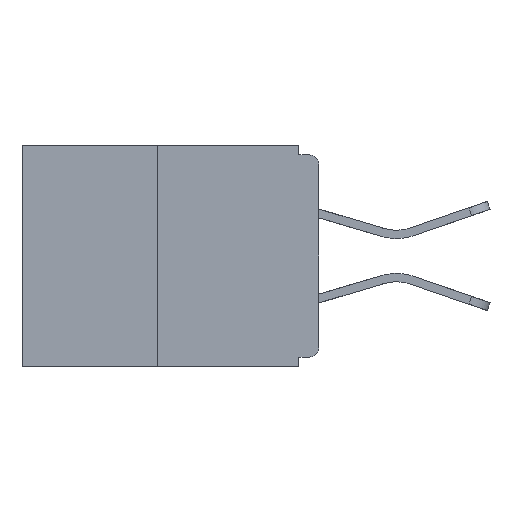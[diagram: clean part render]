
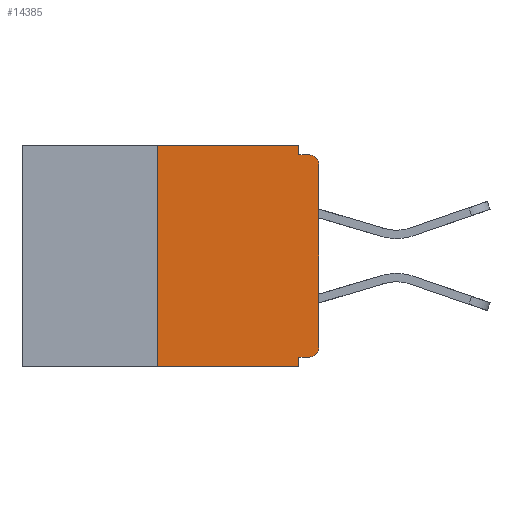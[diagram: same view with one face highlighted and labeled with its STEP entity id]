
A CAD part, left-side view. The second image highlights one B-rep face of the part: STEP entity #14385.
In plain terms, the highlighted planar face has unit normal (-1, 0, 0).
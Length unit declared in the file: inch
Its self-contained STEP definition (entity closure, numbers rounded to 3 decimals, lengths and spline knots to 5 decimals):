
#224 = CARTESIAN_POINT ( 'NONE',  ( 0., 0.46, 0. ) ) ;
#1499 = CARTESIAN_POINT ( 'NONE',  ( 0., 0.031, -0.343 ) ) ;
#1693 = AXIS2_PLACEMENT_3D ( 'NONE', #14820, #13344, #5832 ) ;
#1702 = CARTESIAN_POINT ( 'NONE',  ( 0., 0., -0.313 ) ) ;
#1758 = LINE ( 'NONE', #1499, #7120 ) ;
#2113 = LINE ( 'NONE', #6916, #16183 ) ;
#2281 = EDGE_CURVE ( 'NONE', #11679, #9317, #9234, .T. ) ;
#2335 = EDGE_CURVE ( 'NONE', #16241, #9502, #1758, .T. ) ;
#2348 = LINE ( 'NONE', #6520, #17844 ) ;
#2428 = VECTOR ( 'NONE', #11895, 39.37008 ) ;
#2594 = VECTOR ( 'NONE', #13033, 39.37008 ) ;
#2609 = CARTESIAN_POINT ( 'NONE',  ( 0., 0.031, -0.343 ) ) ;
#3066 = DIRECTION ( 'NONE',  ( 0., 0., -1. ) ) ;
#3090 = LINE ( 'NONE', #7709, #4989 ) ;
#3262 = VERTEX_POINT ( 'NONE', #1702 ) ;
#3953 = ORIENTED_EDGE ( 'NONE', *, *, #18973, .T. ) ;
#3988 = CIRCLE ( 'NONE', #1693, 0.015 ) ;
#4004 = VECTOR ( 'NONE', #16550, 39.37008 ) ;
#4716 = DIRECTION ( 'NONE',  ( 0., 0., -1. ) ) ;
#4879 = CARTESIAN_POINT ( 'NONE',  ( 0., 0.25, 0. ) ) ;
#4989 = VECTOR ( 'NONE', #16805, 39.37008 ) ;
#5195 = ORIENTED_EDGE ( 'NONE', *, *, #2281, .F. ) ;
#5832 = DIRECTION ( 'NONE',  ( 0., 0., -1. ) ) ;
#6183 = DIRECTION ( 'NONE',  ( 0., 0., -1. ) ) ;
#6304 = CARTESIAN_POINT ( 'NONE',  ( 0., 0.25, -0.343 ) ) ;
#6520 = CARTESIAN_POINT ( 'NONE',  ( 0., 0., 0. ) ) ;
#6592 = ORIENTED_EDGE ( 'NONE', *, *, #18313, .F. ) ;
#6620 = LINE ( 'NONE', #14497, #2594 ) ;
#6916 = CARTESIAN_POINT ( 'NONE',  ( 0., 0.031, 0. ) ) ;
#7120 = VECTOR ( 'NONE', #3066, 39.37008 ) ;
#7212 = ORIENTED_EDGE ( 'NONE', *, *, #18862, .T. ) ;
#7229 = EDGE_LOOP ( 'NONE', ( #12437, #10315, #11721, #15991, #6592, #3953, #7212, #16433, #5195, #12862 ) ) ;
#7709 = CARTESIAN_POINT ( 'NONE',  ( 0., 0.46, -0.343 ) ) ;
#7794 = DIRECTION ( 'NONE',  ( 0., 0., 1. ) ) ;
#7975 = LINE ( 'NONE', #11931, #4004 ) ;
#8233 = VERTEX_POINT ( 'NONE', #8586 ) ;
#8483 = CARTESIAN_POINT ( 'NONE',  ( 0., 0.015, -0.015 ) ) ;
#8586 = CARTESIAN_POINT ( 'NONE',  ( 0., 0.015, -0.328 ) ) ;
#8983 = CARTESIAN_POINT ( 'NONE',  ( 0., 0.031, -0.015 ) ) ;
#9148 = CARTESIAN_POINT ( 'NONE',  ( 0., 0.015, -0.313 ) ) ;
#9234 = LINE ( 'NONE', #17958, #2428 ) ;
#9317 = VERTEX_POINT ( 'NONE', #8483 ) ;
#9502 = VERTEX_POINT ( 'NONE', #2609 ) ;
#9718 = VERTEX_POINT ( 'NONE', #13824 ) ;
#9725 = VERTEX_POINT ( 'NONE', #6304 ) ;
#9904 = DIRECTION ( 'NONE',  ( 0., 0., -1. ) ) ;
#10315 = ORIENTED_EDGE ( 'NONE', *, *, #18721, .F. ) ;
#10690 = VERTEX_POINT ( 'NONE', #12408 ) ;
#11361 = EDGE_CURVE ( 'NONE', #16117, #9718, #13782, .T. ) ;
#11679 = VERTEX_POINT ( 'NONE', #8983 ) ;
#11721 = ORIENTED_EDGE ( 'NONE', *, *, #16934, .T. ) ;
#11895 = DIRECTION ( 'NONE',  ( 0., -1., 0. ) ) ;
#11931 = CARTESIAN_POINT ( 'NONE',  ( 0., 0.25, 0. ) ) ;
#12408 = CARTESIAN_POINT ( 'NONE',  ( 0., 0., -0.03 ) ) ;
#12437 = ORIENTED_EDGE ( 'NONE', *, *, #11361, .F. ) ;
#12490 = AXIS2_PLACEMENT_3D ( 'NONE', #9148, #18167, #4716 ) ;
#12515 = DIRECTION ( 'NONE',  ( 0., -1., 0. ) ) ;
#12834 = VECTOR ( 'NONE', #12515, 39.37008 ) ;
#12862 = ORIENTED_EDGE ( 'NONE', *, *, #19112, .F. ) ;
#13033 = DIRECTION ( 'NONE',  ( 0., 1., 0. ) ) ;
#13344 = DIRECTION ( 'NONE',  ( -1., 0., 0. ) ) ;
#13782 = LINE ( 'NONE', #15663, #12834 ) ;
#13824 = CARTESIAN_POINT ( 'NONE',  ( 0., 0.031, 0. ) ) ;
#14385 = ADVANCED_FACE ( 'NONE', ( #16103 ), #15237, .F. ) ;
#14497 = CARTESIAN_POINT ( 'NONE',  ( 0., 0., -0.328 ) ) ;
#14820 = CARTESIAN_POINT ( 'NONE',  ( 0., 0.015, -0.03 ) ) ;
#15170 = DIRECTION ( 'NONE',  ( 1., 0., 0. ) ) ;
#15237 = PLANE ( 'NONE',  #15821 ) ;
#15626 = CARTESIAN_POINT ( 'NONE',  ( 0., 0.031, -0.328 ) ) ;
#15663 = CARTESIAN_POINT ( 'NONE',  ( 0., 0.46, 0. ) ) ;
#15821 = AXIS2_PLACEMENT_3D ( 'NONE', #224, #15170, #6183 ) ;
#15991 = ORIENTED_EDGE ( 'NONE', *, *, #2335, .F. ) ;
#16103 = FACE_OUTER_BOUND ( 'NONE', #7229, .T. ) ;
#16117 = VERTEX_POINT ( 'NONE', #4879 ) ;
#16183 = VECTOR ( 'NONE', #9904, 39.37008 ) ;
#16241 = VERTEX_POINT ( 'NONE', #15626 ) ;
#16433 = ORIENTED_EDGE ( 'NONE', *, *, #18935, .T. ) ;
#16550 = DIRECTION ( 'NONE',  ( 0., 0., 1. ) ) ;
#16805 = DIRECTION ( 'NONE',  ( 0., -1., 0. ) ) ;
#16934 = EDGE_CURVE ( 'NONE', #9725, #9502, #3090, .T. ) ;
#17844 = VECTOR ( 'NONE', #7794, 39.37008 ) ;
#17958 = CARTESIAN_POINT ( 'NONE',  ( 0., 0., -0.015 ) ) ;
#18167 = DIRECTION ( 'NONE',  ( -1., 0., 0. ) ) ;
#18313 = EDGE_CURVE ( 'NONE', #8233, #16241, #6620, .T. ) ;
#18337 = CIRCLE ( 'NONE', #12490, 0.015 ) ;
#18721 = EDGE_CURVE ( 'NONE', #9725, #16117, #7975, .T. ) ;
#18862 = EDGE_CURVE ( 'NONE', #3262, #10690, #2348, .T. ) ;
#18935 = EDGE_CURVE ( 'NONE', #10690, #9317, #3988, .T. ) ;
#18973 = EDGE_CURVE ( 'NONE', #8233, #3262, #18337, .T. ) ;
#19112 = EDGE_CURVE ( 'NONE', #9718, #11679, #2113, .T. ) ;
